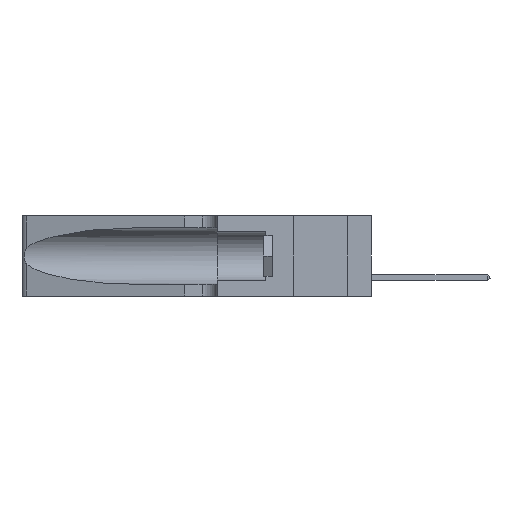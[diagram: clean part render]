
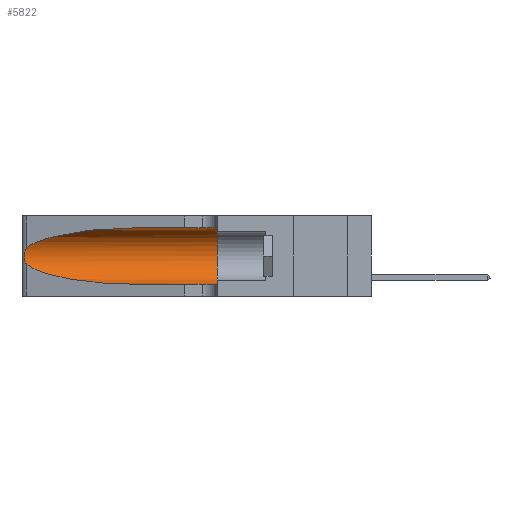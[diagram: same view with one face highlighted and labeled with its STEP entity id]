
A CAD part, left-side view. The second image highlights one B-rep face of the part: STEP entity #5822.
In plain terms, the highlighted cylindrical face has radius 3.308 mm (diameter 6.617 mm), a partial arc.
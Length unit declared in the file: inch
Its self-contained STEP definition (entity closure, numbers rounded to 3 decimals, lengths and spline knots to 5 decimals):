
#17 = ORIENTED_EDGE ( 'NONE', *, *, #4730, .T. ) ;
#310 = VERTEX_POINT ( 'NONE', #3342 ) ;
#625 = B_SPLINE_CURVE_WITH_KNOTS ( 'NONE', 3,
 ( #9485, #14138, #14335, #6095, #9416, #1312, #6175, #1391, #3021, #14477, #3367, #16103, #3506, #3295 ),
 .UNSPECIFIED., .F., .F.,
 ( 4, 2, 2, 2, 2, 2, 4 ),
 ( 0., 0.00027, 0.00053, 0.00107, 0.0016, 0.00187, 0.00214 ),
 .UNSPECIFIED. ) ;
#938 = CARTESIAN_POINT ( 'NONE',  ( 0.25487, 1.22718, 0.14631 ) ) ;
#1312 = CARTESIAN_POINT ( 'NONE',  ( 0.26018, 1.23835, 0.19895 ) ) ;
#1391 = CARTESIAN_POINT ( 'NONE',  ( 0.26075, 1.23896, 0.178 ) ) ;
#1574 = VERTEX_POINT ( 'NONE', #7072 ) ;
#2022 = CARTESIAN_POINT ( 'NONE',  ( 0.1305, 1.61858, 0.05475 ) ) ;
#3021 = CARTESIAN_POINT ( 'NONE',  ( 0.26017, 1.23833, 0.17102 ) ) ;
#3295 = CARTESIAN_POINT ( 'NONE',  ( 0.25487, 1.22718, 0.14631 ) ) ;
#3314 = CARTESIAN_POINT ( 'NONE',  ( 0.18966, 0.96281, 0.31525 ) ) ;
#3342 = CARTESIAN_POINT ( 'NONE',  ( 0.1305, 0.35, 0.31525 ) ) ;
#3367 = CARTESIAN_POINT ( 'NONE',  ( 0.25789, 1.23486, 0.15765 ) ) ;
#3506 = CARTESIAN_POINT ( 'NONE',  ( 0.25555, 1.22993, 0.14849 ) ) ;
#4346 = CARTESIAN_POINT ( 'NONE',  ( 0.1305, 1.61858, 0.31525 ) ) ;
#4607 = DIRECTION ( 'NONE',  ( 0., -1., 0. ) ) ;
#4635 = LINE ( 'NONE', #2022, #18325 ) ;
#4730 = EDGE_CURVE ( 'NONE', #12670, #1574, #19815, .T. ) ;
#5504 = CYLINDRICAL_SURFACE ( 'NONE', #14718, 0.13025 ) ;
#5723 = VERTEX_POINT ( 'NONE', #18155 ) ;
#5765 = CARTESIAN_POINT ( 'NONE',  ( 0.1305, 0.72297, 0.31525 ) ) ;
#5822 = ADVANCED_FACE ( 'NONE', ( #9281 ), #5504, .F. ) ;
#6095 = CARTESIAN_POINT ( 'NONE',  ( 0.25787, 1.23484, 0.2124 ) ) ;
#6175 = CARTESIAN_POINT ( 'NONE',  ( 0.26075, 1.23896, 0.19203 ) ) ;
#6187 = CIRCLE ( 'NONE', #19983, 0.13025 ) ;
#6476 = CARTESIAN_POINT ( 'NONE',  ( 0.1305, 0.72297, 0.31525 ) ) ;
#6942 = EDGE_CURVE ( 'NONE', #310, #5723, #6187, .T. ) ;
#7072 = CARTESIAN_POINT ( 'NONE',  ( 0.1305, 0.72297, 0.05475 ) ) ;
#7392 = EDGE_CURVE ( 'NONE', #11699, #12670, #625, .T. ) ;
#7537 = ORIENTED_EDGE ( 'NONE', *, *, #11265, .T. ) ;
#7864 = DIRECTION ( 'NONE',  ( 0., 0., -1. ) ) ;
#8317 = ORIENTED_EDGE ( 'NONE', *, *, #11610, .T. ) ;
#8804 = CARTESIAN_POINT ( 'NONE',  ( 0.1305, 0.35, 0.185 ) ) ;
#9144 = VERTEX_POINT ( 'NONE', #5765 ) ;
#9281 = FACE_OUTER_BOUND ( 'NONE', #12915, .T. ) ;
#9416 = CARTESIAN_POINT ( 'NONE',  ( 0.25854, 1.2359, 0.20912 ) ) ;
#9485 = CARTESIAN_POINT ( 'NONE',  ( 0.25487, 1.22718, 0.22369 ) ) ;
#10340 = DIRECTION ( 'NONE',  ( 0., 0., 1. ) ) ;
#10414 = DIRECTION ( 'NONE',  ( 0., 1., 0. ) ) ;
#10894 = CARTESIAN_POINT ( 'NONE',  ( 0.25487, 1.22718, 0.14631 ) ) ;
#11265 = EDGE_CURVE ( 'NONE', #1574, #5723, #4635, .T. ) ;
#11324 = CARTESIAN_POINT ( 'NONE',  ( 0.25487, 1.22718, 0.22369 ) ) ;
#11610 = EDGE_CURVE ( 'NONE', #9144, #11699, #15072, .T. ) ;
#11670 = DIRECTION ( 'NONE',  ( 0., -1., 0. ) ) ;
#11699 = VERTEX_POINT ( 'NONE', #18667 ) ;
#12590 = CARTESIAN_POINT ( 'NONE',  ( 0.1305, 0.72297, 0.05475 ) ) ;
#12670 = VERTEX_POINT ( 'NONE', #938 ) ;
#12754 = CARTESIAN_POINT ( 'NONE',  ( 0.2373, 1.15595, 0.28018 ) ) ;
#12777 = LINE ( 'NONE', #4346, #18145 ) ;
#12915 = EDGE_LOOP ( 'NONE', ( #8317, #13582, #17, #7537, #20759, #18086 ) ) ;
#13582 = ORIENTED_EDGE ( 'NONE', *, *, #7392, .T. ) ;
#14138 = CARTESIAN_POINT ( 'NONE',  ( 0.25555, 1.22994, 0.2215 ) ) ;
#14146 = CARTESIAN_POINT ( 'NONE',  ( 0.2373, 1.15595, 0.08982 ) ) ;
#14335 = CARTESIAN_POINT ( 'NONE',  ( 0.25639, 1.23184, 0.21858 ) ) ;
#14477 = CARTESIAN_POINT ( 'NONE',  ( 0.25856, 1.23593, 0.16098 ) ) ;
#14718 = AXIS2_PLACEMENT_3D ( 'NONE', #18985, #4607, #7864 ) ;
#15072 =( BOUNDED_CURVE ( )  B_SPLINE_CURVE ( 3, ( #6476, #3314, #12754, #11324 ),
 .UNSPECIFIED., .F., .T. ) 
 B_SPLINE_CURVE_WITH_KNOTS ( ( 4, 4 ),
 ( 1.5708, 2.84003 ),
 .UNSPECIFIED. ) 
 CURVE ( )  GEOMETRIC_REPRESENTATION_ITEM ( )  RATIONAL_B_SPLINE_CURVE ( ( 1., 0.87, 0.87, 1. ) ) 
 REPRESENTATION_ITEM ( '' )  );
#15621 = DIRECTION ( 'NONE',  ( 0., -1., 0. ) ) ;
#16103 = CARTESIAN_POINT ( 'NONE',  ( 0.25639, 1.23186, 0.15144 ) ) ;
#17388 = EDGE_CURVE ( 'NONE', #9144, #310, #12777, .T. ) ;
#18086 = ORIENTED_EDGE ( 'NONE', *, *, #17388, .F. ) ;
#18145 = VECTOR ( 'NONE', #15621, 39.37008 ) ;
#18155 = CARTESIAN_POINT ( 'NONE',  ( 0.1305, 0.35, 0.05475 ) ) ;
#18325 = VECTOR ( 'NONE', #11670, 39.37008 ) ;
#18667 = CARTESIAN_POINT ( 'NONE',  ( 0.25487, 1.22718, 0.22369 ) ) ;
#18985 = CARTESIAN_POINT ( 'NONE',  ( 0.1305, 1.61858, 0.185 ) ) ;
#19815 =( BOUNDED_CURVE ( )  B_SPLINE_CURVE ( 3, ( #10894, #14146, #20710, #12590 ),
 .UNSPECIFIED., .F., .F. ) 
 B_SPLINE_CURVE_WITH_KNOTS ( ( 4, 4 ),
 ( 3.44316, 4.71239 ),
 .UNSPECIFIED. ) 
 CURVE ( )  GEOMETRIC_REPRESENTATION_ITEM ( )  RATIONAL_B_SPLINE_CURVE ( ( 1., 0.87, 0.87, 1. ) ) 
 REPRESENTATION_ITEM ( '' )  );
#19983 = AXIS2_PLACEMENT_3D ( 'NONE', #8804, #10414, #10340 ) ;
#20710 = CARTESIAN_POINT ( 'NONE',  ( 0.18966, 0.96281, 0.05475 ) ) ;
#20759 = ORIENTED_EDGE ( 'NONE', *, *, #6942, .F. ) ;
